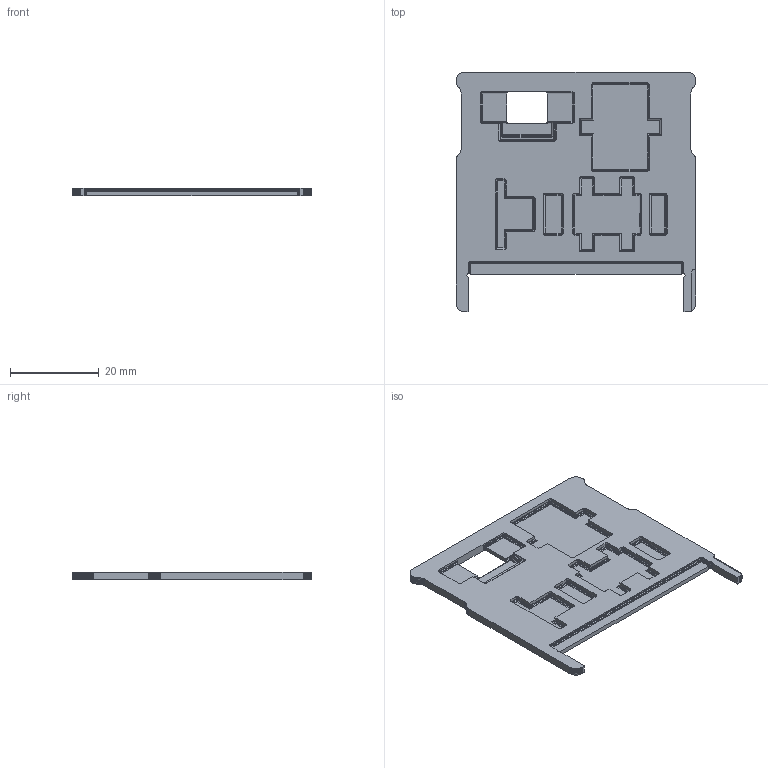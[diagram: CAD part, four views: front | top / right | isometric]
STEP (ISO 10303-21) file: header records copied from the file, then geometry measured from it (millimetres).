
FILE_DESCRIPTION(('FreeCAD Model'),'2;1');
FILE_NAME('Open CASCADE Shape Model','2023-02-02T01:49:56',(''),(''), 'Open CASCADE STEP processor 7.5','FreeCAD','Unknown');
FILE_SCHEMA(('AUTOMOTIVE_DESIGN { 1 0 10303 214 1 1 1 1 }'));
Length unit declared in the file: millimetre
Products named in the file (1): WP_2_IC_Card_Cover_MRAM_512001001.1
Bounding box: 54 x 54 x 1.8 mm (x, y, z)
Surface area: 5526.8 mm2 (no closed solid volume)
Topology: 0 solids, 1 shells, 2103 faces, 3798 edges, 1702 vertices
Faces by surface type: plane 2103
Entity records: 46858 total; most frequent: DIRECTION 8006, CARTESIAN_POINT 7604, ORIENTED_EDGE 7596, EDGE_CURVE 3798, LINE 3798, VECTOR 3798, FACE_BOUND 2110, EDGE_LOOP 2110
